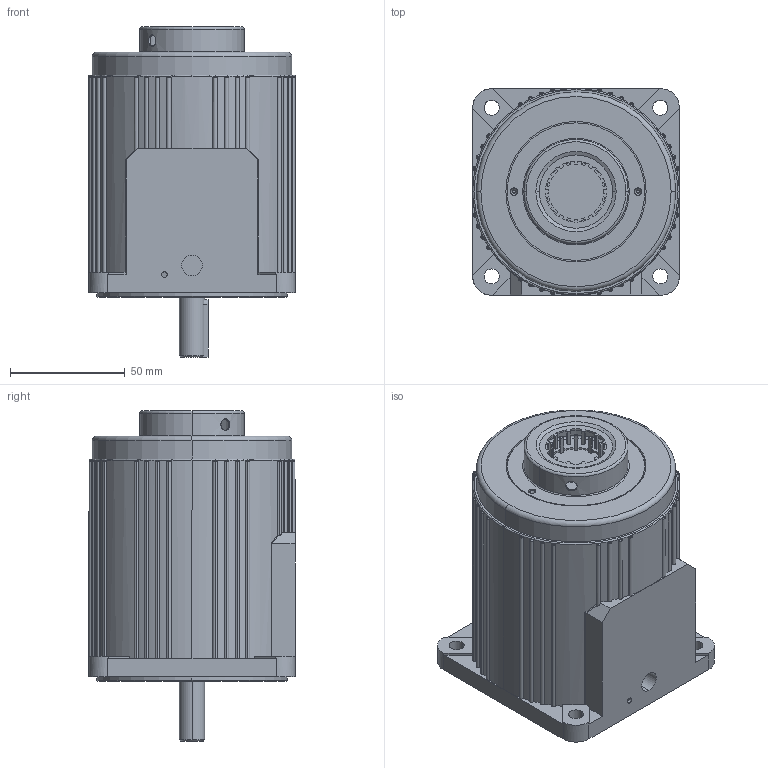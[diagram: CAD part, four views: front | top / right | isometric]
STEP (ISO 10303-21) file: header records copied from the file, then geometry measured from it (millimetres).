
FILE_DESCRIPTION (( 'STEP AP203' ), '1' );
FILE_NAME ('5IK40RGA.STEP', '2020-01-08T11:25:11', ( 'Sky123.Org' ), ( 'Sky123.Org' ), 'SwSTEP 2.0', 'SolidWorks 2014', '' );
FILE_SCHEMA (( 'CONFIG_CONTROL_DESIGN' ));
Length unit declared in the file: millimetre
Products named in the file (5): 测速线圈总成; 5IK40RGA; 5IK40GA; 测速线圈外壳; 测速线圈外壳2
Assembly tree (4 placements, depth 3):
  5IK40RGA
    5IK40GA
    测速线圈总成
      测速线圈外壳
      测速线圈外壳2
Bounding box: 90 x 90 x 144 mm (x, y, z)
Volume: 705776.6 mm3; surface area: 65085.7 mm2
Topology: 4 solids, 4 shells, 469 faces, 1237 edges, 789 vertices
Faces by surface type: cylinder 209, plane 162, torus 80, cone 16, bspline 2
Entity records: 15663 total; most frequent: CARTESIAN_POINT 3135, DIRECTION 2723, ORIENTED_EDGE 2474, EDGE_CURVE 1237, AXIS2_PLACEMENT_3D 1101, VERTEX_POINT 789, CIRCLE 626, LINE 521
